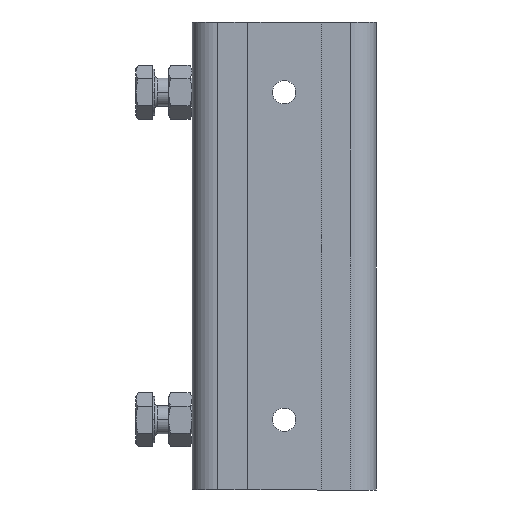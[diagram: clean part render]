
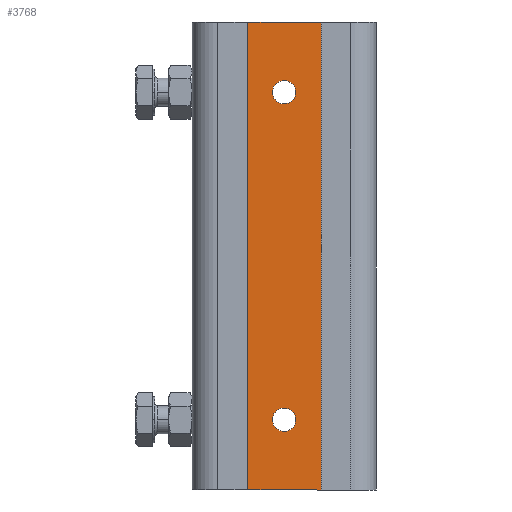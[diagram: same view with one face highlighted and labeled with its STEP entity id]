
A CAD part, front view. The second image highlights one B-rep face of the part: STEP entity #3768.
In plain terms, the highlighted planar face has unit normal (0, -1, 0).
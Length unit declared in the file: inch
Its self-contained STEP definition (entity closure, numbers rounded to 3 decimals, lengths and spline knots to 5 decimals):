
#4 = CIRCLE ( 'NONE', #2884, 0.09843 ) ;
#24 = VERTEX_POINT ( 'NONE', #1090 ) ;
#96 = EDGE_CURVE ( 'NONE', #3532, #24, #931, .T. ) ;
#97 = CARTESIAN_POINT ( 'NONE',  ( 0., 0., 1.27953 ) ) ;
#247 = CARTESIAN_POINT ( 'NONE',  ( 0., 0., -1.37795 ) ) ;
#287 = LINE ( 'NONE', #3883, #2230 ) ;
#408 = VERTEX_POINT ( 'NONE', #3960 ) ;
#467 = DIRECTION ( 'NONE',  ( 0., 0., 1. ) ) ;
#550 = AXIS2_PLACEMENT_3D ( 'NONE', #3609, #1472, #642 ) ;
#602 = AXIS2_PLACEMENT_3D ( 'NONE', #4624, #1126, #3915 ) ;
#642 = DIRECTION ( 'NONE',  ( 0., 0., 1. ) ) ;
#894 = ORIENTED_EDGE ( 'NONE', *, *, #2565, .T. ) ;
#931 = LINE ( 'NONE', #1665, #2351 ) ;
#1045 = EDGE_LOOP ( 'NONE', ( #1300, #1765, #3198, #894 ) ) ;
#1054 = VERTEX_POINT ( 'NONE', #4307 ) ;
#1082 = CARTESIAN_POINT ( 'NONE',  ( 0., 0., 1.37795 ) ) ;
#1090 = CARTESIAN_POINT ( 'NONE',  ( -0.55709, 0., 1.9685 ) ) ;
#1107 = DIRECTION ( 'NONE',  ( 0., 0., 1. ) ) ;
#1126 = DIRECTION ( 'NONE',  ( 0., 1., 0. ) ) ;
#1193 = DIRECTION ( 'NONE',  ( 0., 0., 1. ) ) ;
#1270 = LINE ( 'NONE', #3055, #1282 ) ;
#1278 = ORIENTED_EDGE ( 'NONE', *, *, #3936, .T. ) ;
#1282 = VECTOR ( 'NONE', #467, 39.37008 ) ;
#1300 = ORIENTED_EDGE ( 'NONE', *, *, #4113, .F. ) ;
#1388 = AXIS2_PLACEMENT_3D ( 'NONE', #1082, #4343, #1107 ) ;
#1427 = PLANE ( 'NONE',  #602 ) ;
#1472 = DIRECTION ( 'NONE',  ( 0., 1., 0. ) ) ;
#1665 = CARTESIAN_POINT ( 'NONE',  ( -0.65551, 0., 1.9685 ) ) ;
#1765 = ORIENTED_EDGE ( 'NONE', *, *, #96, .T. ) ;
#1808 = CARTESIAN_POINT ( 'NONE',  ( -0.55709, 0., -1.9685 ) ) ;
#1969 = EDGE_CURVE ( 'NONE', #2552, #408, #4636, .T. ) ;
#2118 = FACE_BOUND ( 'NONE', #2301, .T. ) ;
#2185 = ORIENTED_EDGE ( 'NONE', *, *, #2363, .T. ) ;
#2230 = VECTOR ( 'NONE', #3906, 39.37008 ) ;
#2257 = DIRECTION ( 'NONE',  ( 0., 1., 0. ) ) ;
#2301 = EDGE_LOOP ( 'NONE', ( #2185, #3966 ) ) ;
#2351 = VECTOR ( 'NONE', #3736, 39.37008 ) ;
#2363 = EDGE_CURVE ( 'NONE', #408, #2552, #4335, .T. ) ;
#2512 = VECTOR ( 'NONE', #3080, 39.37008 ) ;
#2515 = VERTEX_POINT ( 'NONE', #3180 ) ;
#2552 = VERTEX_POINT ( 'NONE', #97 ) ;
#2565 = EDGE_CURVE ( 'NONE', #3836, #1054, #287, .T. ) ;
#2593 = VERTEX_POINT ( 'NONE', #3537 ) ;
#2776 = ORIENTED_EDGE ( 'NONE', *, *, #3693, .T. ) ;
#2884 = AXIS2_PLACEMENT_3D ( 'NONE', #2971, #2257, #1193 ) ;
#2971 = CARTESIAN_POINT ( 'NONE',  ( 0., 0., -1.37795 ) ) ;
#3050 = EDGE_LOOP ( 'NONE', ( #1278, #2776 ) ) ;
#3055 = CARTESIAN_POINT ( 'NONE',  ( -0.55709, 0., 1.9685 ) ) ;
#3080 = DIRECTION ( 'NONE',  ( 0., 0., -1. ) ) ;
#3159 = CARTESIAN_POINT ( 'NONE',  ( 0.55709, 0., 1.9685 ) ) ;
#3180 = CARTESIAN_POINT ( 'NONE',  ( 0., 0., -1.27953 ) ) ;
#3198 = ORIENTED_EDGE ( 'NONE', *, *, #4107, .F. ) ;
#3241 = FACE_BOUND ( 'NONE', #3050, .T. ) ;
#3532 = VERTEX_POINT ( 'NONE', #3159 ) ;
#3537 = CARTESIAN_POINT ( 'NONE',  ( 0., 0., -1.47638 ) ) ;
#3609 = CARTESIAN_POINT ( 'NONE',  ( 0., 0., 1.37795 ) ) ;
#3693 = EDGE_CURVE ( 'NONE', #2593, #2515, #4302, .T. ) ;
#3736 = DIRECTION ( 'NONE',  ( -1., 0., 0. ) ) ;
#3768 = ADVANCED_FACE ( 'NONE', ( #3241, #2118, #4290 ), #1427, .F. ) ;
#3823 = DIRECTION ( 'NONE',  ( 0., 0., 1. ) ) ;
#3836 = VERTEX_POINT ( 'NONE', #1808 ) ;
#3883 = CARTESIAN_POINT ( 'NONE',  ( -0.65551, 0., -1.9685 ) ) ;
#3906 = DIRECTION ( 'NONE',  ( 1., 0., 0. ) ) ;
#3915 = DIRECTION ( 'NONE',  ( 0., 0., 1. ) ) ;
#3927 = AXIS2_PLACEMENT_3D ( 'NONE', #247, #4514, #3823 ) ;
#3936 = EDGE_CURVE ( 'NONE', #2515, #2593, #4, .T. ) ;
#3960 = CARTESIAN_POINT ( 'NONE',  ( 0., 0., 1.47638 ) ) ;
#3966 = ORIENTED_EDGE ( 'NONE', *, *, #1969, .T. ) ;
#4089 = LINE ( 'NONE', #4445, #2512 ) ;
#4107 = EDGE_CURVE ( 'NONE', #3836, #24, #1270, .T. ) ;
#4113 = EDGE_CURVE ( 'NONE', #3532, #1054, #4089, .T. ) ;
#4290 = FACE_OUTER_BOUND ( 'NONE', #1045, .T. ) ;
#4302 = CIRCLE ( 'NONE', #3927, 0.09843 ) ;
#4307 = CARTESIAN_POINT ( 'NONE',  ( 0.55709, 0., -1.9685 ) ) ;
#4335 = CIRCLE ( 'NONE', #1388, 0.09843 ) ;
#4343 = DIRECTION ( 'NONE',  ( 0., 1., 0. ) ) ;
#4445 = CARTESIAN_POINT ( 'NONE',  ( 0.55709, 0., 1.9685 ) ) ;
#4514 = DIRECTION ( 'NONE',  ( 0., 1., 0. ) ) ;
#4624 = CARTESIAN_POINT ( 'NONE',  ( -0.65551, 0., 1.9685 ) ) ;
#4636 = CIRCLE ( 'NONE', #550, 0.09843 ) ;
